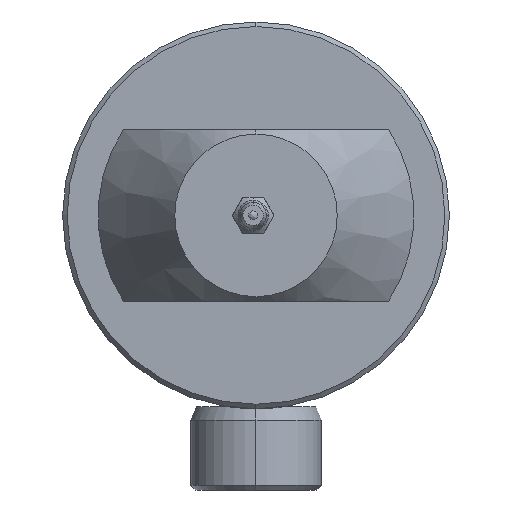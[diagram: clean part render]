
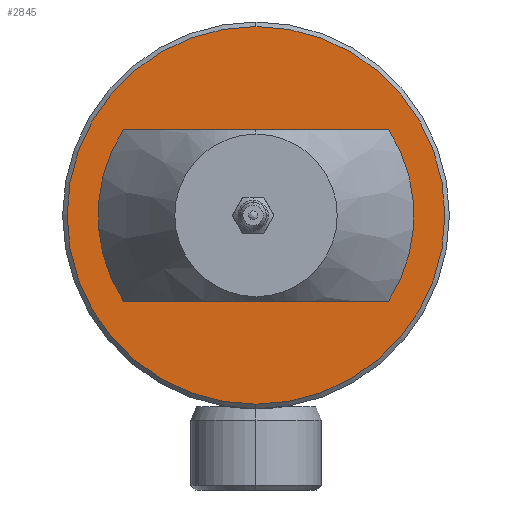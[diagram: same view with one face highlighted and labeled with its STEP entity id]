
A CAD part, left-side view. The second image highlights one B-rep face of the part: STEP entity #2845.
In plain terms, the highlighted planar face has unit normal (-1, 0, 0).
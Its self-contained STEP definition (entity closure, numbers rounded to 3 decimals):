
#28 = EDGE_LOOP ( 'NONE', ( #4835, #4278, #4132, #6008 ) ) ;
#216 = EDGE_CURVE ( 'NONE', #3939, #5132, #4274, .T. ) ;
#341 = DIRECTION ( 'NONE',  ( 0., 0., 1. ) ) ;
#538 = DIRECTION ( 'NONE',  ( 0., -1., 0. ) ) ;
#568 = AXIS2_PLACEMENT_3D ( 'NONE', #3500, #2576, #5483 ) ;
#582 = CIRCLE ( 'NONE', #568, 35. ) ;
#623 = VERTEX_POINT ( 'NONE', #2535 ) ;
#1132 = DIRECTION ( 'NONE',  ( 0., 1., 0. ) ) ;
#1156 = EDGE_CURVE ( 'NONE', #623, #3033, #1389, .T. ) ;
#1362 = DIRECTION ( 'NONE',  ( 0., 0., -1. ) ) ;
#1389 = CIRCLE ( 'NONE', #1531, 35. ) ;
#1405 = EDGE_CURVE ( 'NONE', #5132, #3939, #2188, .T. ) ;
#1413 = AXIS2_PLACEMENT_3D ( 'NONE', #2698, #3669, #1362 ) ;
#1425 = DIRECTION ( 'NONE',  ( -1., 0., 0. ) ) ;
#1483 = CARTESIAN_POINT ( 'NONE',  ( 74., 35., 0. ) ) ;
#1531 = AXIS2_PLACEMENT_3D ( 'NONE', #2712, #5534, #341 ) ;
#2188 = CIRCLE ( 'NONE', #2635, 41.85 ) ;
#2341 = FACE_OUTER_BOUND ( 'NONE', #4979, .T. ) ;
#2535 = CARTESIAN_POINT ( 'NONE',  ( 74., -29.394, -19. ) ) ;
#2576 = DIRECTION ( 'NONE',  ( -1., 0., 0. ) ) ;
#2635 = AXIS2_PLACEMENT_3D ( 'NONE', #5179, #1425, #4707 ) ;
#2698 = CARTESIAN_POINT ( 'NONE',  ( 74., 0., 0. ) ) ;
#2712 = CARTESIAN_POINT ( 'NONE',  ( 74., 0., 0. ) ) ;
#2793 = VERTEX_POINT ( 'NONE', #5801 ) ;
#2815 = VERTEX_POINT ( 'NONE', #5327 ) ;
#2845 = ADVANCED_FACE ( 'NONE', ( #2341, #3142 ), #4305, .F. ) ;
#2905 = CARTESIAN_POINT ( 'NONE',  ( 74., 63.605, 19. ) ) ;
#3028 = CARTESIAN_POINT ( 'NONE',  ( 74., -29.394, 19. ) ) ;
#3033 = VERTEX_POINT ( 'NONE', #3028 ) ;
#3142 = FACE_BOUND ( 'NONE', #28, .T. ) ;
#3162 = AXIS2_PLACEMENT_3D ( 'NONE', #1483, #4791, #4370 ) ;
#3195 = CARTESIAN_POINT ( 'NONE',  ( 74., 0., -41.85 ) ) ;
#3285 = EDGE_CURVE ( 'NONE', #2793, #3033, #4469, .T. ) ;
#3500 = CARTESIAN_POINT ( 'NONE',  ( 74., 0., 0. ) ) ;
#3669 = DIRECTION ( 'NONE',  ( -1., 0., 0. ) ) ;
#3670 = ORIENTED_EDGE ( 'NONE', *, *, #1405, .T. ) ;
#3939 = VERTEX_POINT ( 'NONE', #3960 ) ;
#3960 = CARTESIAN_POINT ( 'NONE',  ( 74., 0., 41.85 ) ) ;
#4132 = ORIENTED_EDGE ( 'NONE', *, *, #5381, .F. ) ;
#4274 = CIRCLE ( 'NONE', #1413, 41.85 ) ;
#4278 = ORIENTED_EDGE ( 'NONE', *, *, #5680, .T. ) ;
#4305 = PLANE ( 'NONE',  #3162 ) ;
#4370 = DIRECTION ( 'NONE',  ( 0., 0., -1. ) ) ;
#4469 = LINE ( 'NONE', #2905, #5523 ) ;
#4707 = DIRECTION ( 'NONE',  ( 0., 0., -1. ) ) ;
#4791 = DIRECTION ( 'NONE',  ( 1., 0., 0. ) ) ;
#4835 = ORIENTED_EDGE ( 'NONE', *, *, #1156, .F. ) ;
#4900 = CARTESIAN_POINT ( 'NONE',  ( 74., 63.605, -19. ) ) ;
#4979 = EDGE_LOOP ( 'NONE', ( #3670, #4994 ) ) ;
#4994 = ORIENTED_EDGE ( 'NONE', *, *, #216, .T. ) ;
#5132 = VERTEX_POINT ( 'NONE', #3195 ) ;
#5179 = CARTESIAN_POINT ( 'NONE',  ( 74., 0., 0. ) ) ;
#5316 = VECTOR ( 'NONE', #1132, 1000. ) ;
#5327 = CARTESIAN_POINT ( 'NONE',  ( 74., 29.394, -19. ) ) ;
#5381 = EDGE_CURVE ( 'NONE', #2793, #2815, #582, .T. ) ;
#5483 = DIRECTION ( 'NONE',  ( 0., 0., 1. ) ) ;
#5523 = VECTOR ( 'NONE', #538, 1000. ) ;
#5534 = DIRECTION ( 'NONE',  ( -1., 0., 0. ) ) ;
#5680 = EDGE_CURVE ( 'NONE', #623, #2815, #5740, .T. ) ;
#5740 = LINE ( 'NONE', #4900, #5316 ) ;
#5801 = CARTESIAN_POINT ( 'NONE',  ( 74., 29.394, 19. ) ) ;
#6008 = ORIENTED_EDGE ( 'NONE', *, *, #3285, .T. ) ;
